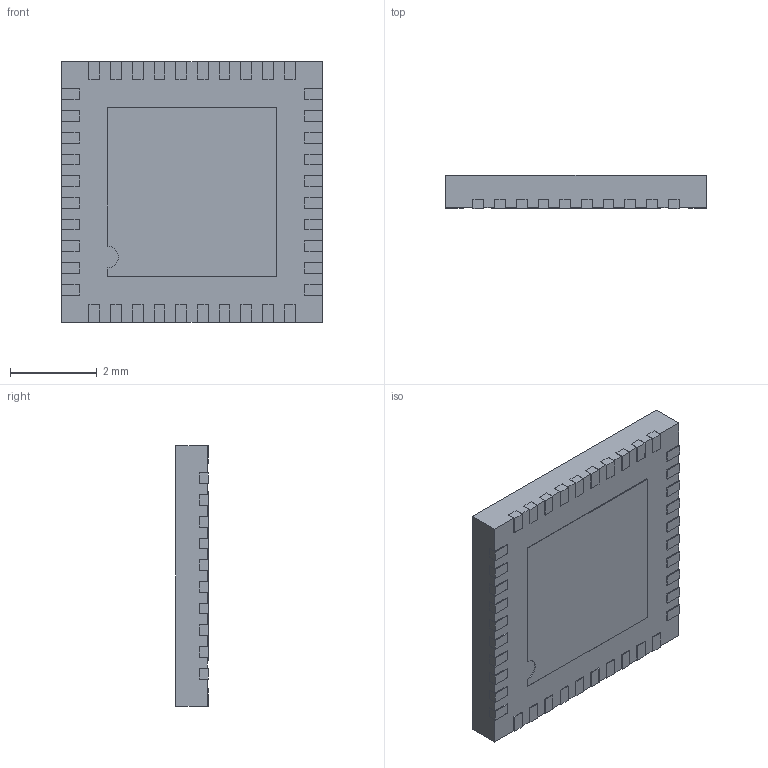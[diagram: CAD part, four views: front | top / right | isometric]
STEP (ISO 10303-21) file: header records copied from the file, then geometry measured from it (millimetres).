
FILE_DESCRIPTION(/* description */ (''),/* implementation_level */ '2;1');
FILE_NAME(/* name */ 'LFCSP CP-40-14 v4.step',/* time_stamp */ '2018-07-20T09:19:38-07:00',/* author */ ('karlyamashita'),/* organization */ (''),/* preprocessor_version */ 'ST-DEVELOPER v17',/* originating_system */ 'Autodesk Translation Framework v7.1.0.215',/* authorisation */ '');
FILE_SCHEMA (('AUTOMOTIVE_DESIGN { 1 0 10303 214 3 1 1 }'));
Length unit declared in the file: millimetre
Products named in the file (1): LFCSP CP-40-14
Bounding box: 6 x 0.75 x 6 mm (x, y, z)
Volume: 26.7 mm3; surface area: 90.9 mm2
Topology: 1 solids, 1 shells, 255 faces, 753 edges, 502 vertices
Faces by surface type: plane 253, cylinder 2
Full cylindrical faces by diameter (mm): 0.283 x1
Entity records: 8377 total; most frequent: CARTESIAN_POINT 1511, ORIENTED_EDGE 1506, DIRECTION 1269, EDGE_CURVE 753, LINE 749, VECTOR 749, VERTEX_POINT 502, AXIS2_PLACEMENT_3D 260
